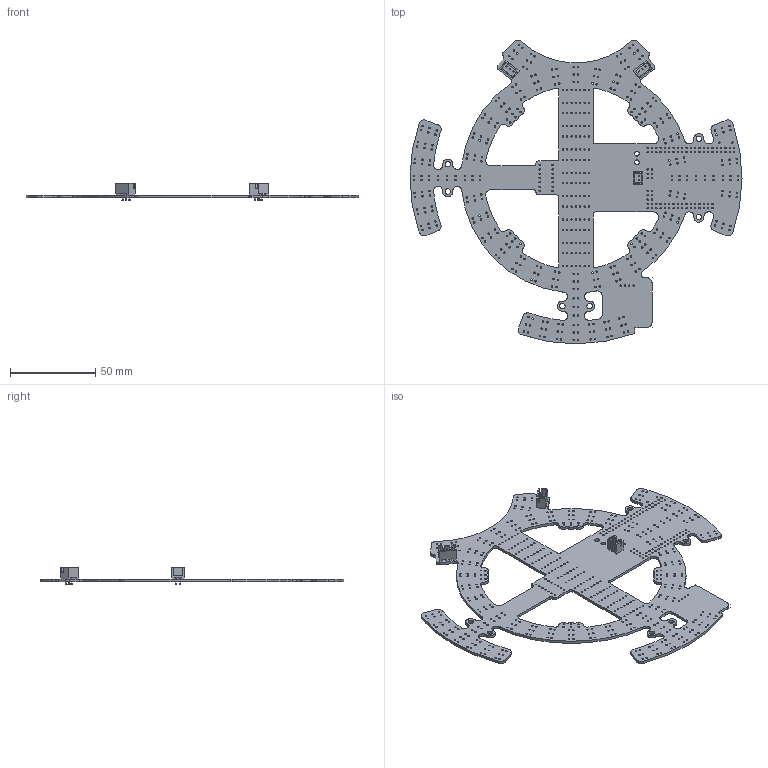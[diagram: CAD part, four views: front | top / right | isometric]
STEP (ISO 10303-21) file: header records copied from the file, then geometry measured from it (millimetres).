
FILE_DESCRIPTION(('KiCad electronic assembly'),'2;1');
FILE_NAME('line-unit.step','2025-01-27T15:32:55',('Pcbnew'),('Kicad'), 'Open CASCADE STEP processor 7.8','KiCad to STEP converter','Unknown' );
FILE_SCHEMA(('AUTOMOTIVE_DESIGN { 1 0 10303 214 1 1 1 1 }'));
Length unit declared in the file: millimetre
Products named in the file (8): line-unit 1; JST_XH_B2B-XH-A_1x02_P2.50mm_Vertical; JST_B2B_XH_A; JST_XH_B3B-XH-A_1x03_P2.50mm_Vertical; JST_B3B_XH_A; line-unit_PCB_1; line-unit_PCB_2; line-unit_PCB_3
Assembly tree (8 placements, depth 3):
  line-unit 1
    JST_XH_B2B-XH-A_1x02_P2.50mm_Vertical
      JST_B2B_XH_A
    JST_XH_B3B-XH-A_1x03_P2.50mm_Vertical  x2
      JST_B3B_XH_A
    line-unit_PCB_1
    line-unit_PCB_2
    line-unit_PCB_3
Bounding box: 195 x 178.43 x 10.4 mm (x, y, z)
Volume: 24669.1 mm3; surface area: 36742.9 mm2
Topology: 6 solids, 6 shells, 1266 faces, 3668 edges, 2430 vertices
Faces by surface type: cylinder 750, plane 516
Full cylindrical faces by diameter (mm): 0.02 x2, 0.762 x130, 0.8 x88, 0.9 x372, 0.95 x6, 1 x2, 2.7 x2
Entity records: 42752 total; most frequent: DIRECTION 7167, CARTESIAN_POINT 6747, ORIENTED_EDGE 6718, EDGE_CURVE 3359, AXIS2_PLACEMENT_3D 2650, FACE_BOUND 2381, EDGE_LOOP 2381, VERTEX_POINT 2230
